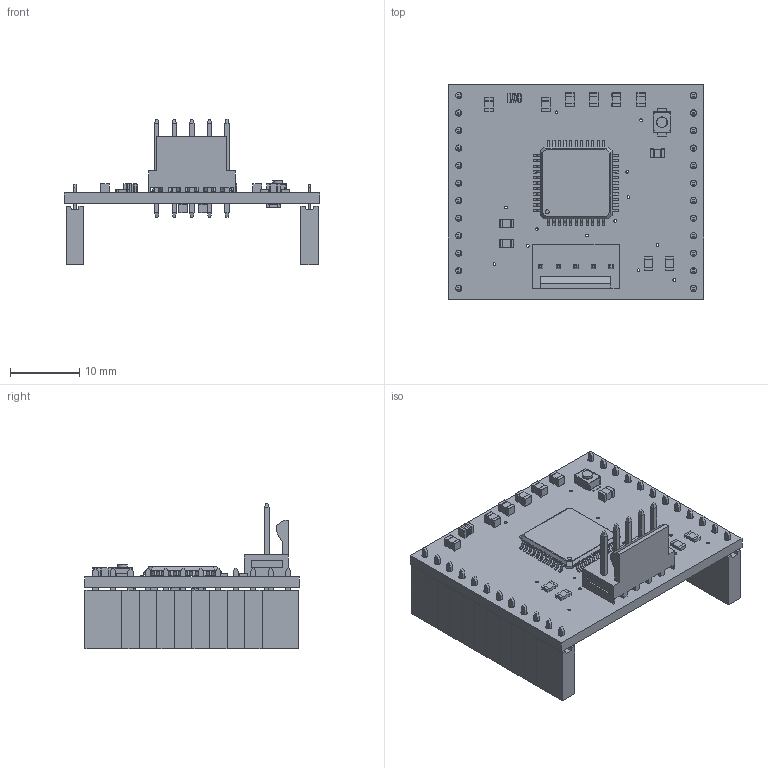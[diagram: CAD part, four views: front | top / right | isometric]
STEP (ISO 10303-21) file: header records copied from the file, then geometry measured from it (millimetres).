
FILE_DESCRIPTION(('for SolidWorks'),'2;1');
FILE_NAME('psoc4200_compute_module.step','2025-01-15T17:10:20',('nuc'),(''), 'Open CASCADE STEP processor 6.6','DipTrace','Unknown');
FILE_SCHEMA(('AUTOMOTIVE_DESIGN { 1 0 10303 214 1 1 1 1 }'));
Length unit declared in the file: millimetre
Products named in the file (9): PCB_psoc4200_compute_module; Board_psoc4200_compute_module; cap_0805; hdrf-1x12t_2.54_31x3; ind_0805; 22-23-2051--3DModel-STEP-510211; res_0805; B3U-1000P--3DModel-STEP-56544; qfp-44_12.4x12.4x0.8
Assembly tree (23 placements, depth 2):
  PCB_psoc4200_compute_module
    Board_psoc4200_compute_module
    cap_0805  x9
    hdrf-1x12t_2.54_31x3  x2
    ind_0805
    22-23-2051--3DModel-STEP-510211
    res_0805  x7
    B3U-1000P--3DModel-STEP-56544
    qfp-44_12.4x12.4x0.8
Bounding box: 37 x 31 x 21.1 mm (x, y, z)
Volume: 1828.1 mm3; surface area: 6724.5 mm2
Topology: 18 solids, 99 shells, 2342 faces, 5536 edges, 3459 vertices
Faces by surface type: plane 1974, bspline 180, cylinder 158, torus 24, sphere 6
Full cylindrical faces by diameter (mm): 0.4 x16, 0.6 x1, 0.9 x24, 1.04 x5
Entity records: 48423 total; most frequent: CARTESIAN_POINT 9851, ORIENTED_EDGE 6240, DIRECTION 5151, EDGE_CURVE 3120, LINE 2273, VECTOR 2273, VERTEX_POINT 1979, FACE_BOUND 1447
